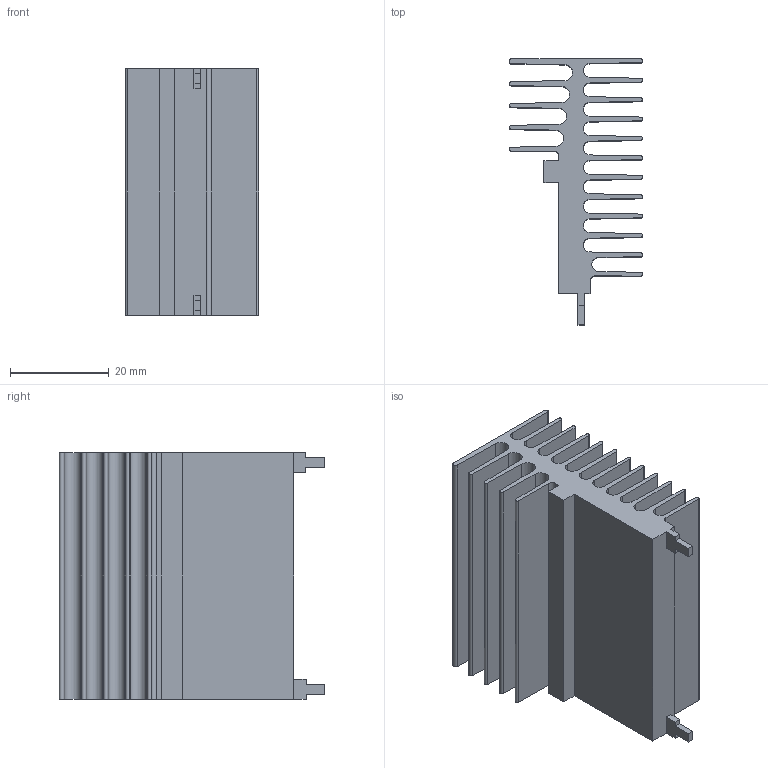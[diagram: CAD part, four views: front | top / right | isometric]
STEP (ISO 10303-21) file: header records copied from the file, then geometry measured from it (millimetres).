
FILE_DESCRIPTION (( 'STEP AP214' ), '1' );
FILE_NAME ('OMNI-UNI-27-50.STEP', '2023-04-11T18:01:07', ( '' ), ( '' ), 'SwSTEP 2.0', 'SolidWorks 2022', '' );
FILE_SCHEMA (( 'AUTOMOTIVE_DESIGN' ));
Length unit declared in the file: millimetre
Products named in the file (1): OMNI-UNI-27-50
Bounding box: 27 x 53.85 x 50 mm (x, y, z)
Volume: 21761.3 mm3; surface area: 24977.1 mm2
Topology: 1 solids, 1 shells, 92 faces, 270 edges, 180 vertices
Faces by surface type: plane 58, cylinder 34
Entity records: 3096 total; most frequent: CARTESIAN_POINT 543, ORIENTED_EDGE 540, DIRECTION 524, EDGE_CURVE 270, LINE 202, VECTOR 202, VERTEX_POINT 180, AXIS2_PLACEMENT_3D 161
